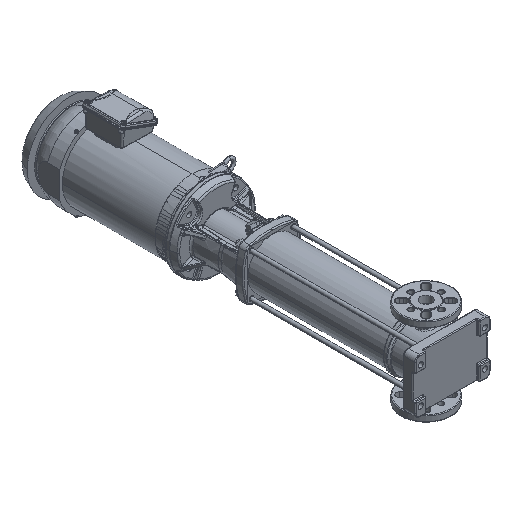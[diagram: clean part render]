
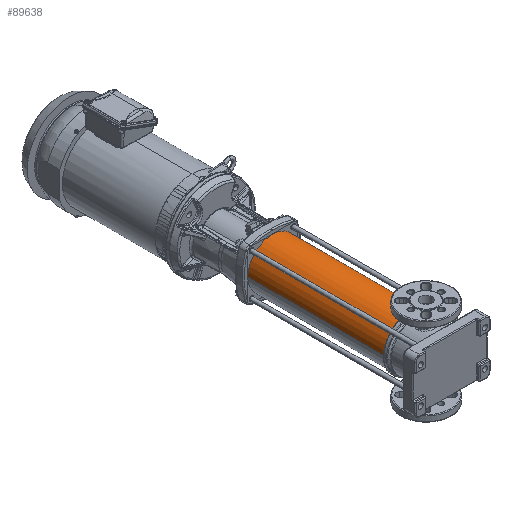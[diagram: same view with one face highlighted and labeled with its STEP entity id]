
A CAD part, isometric view. The second image highlights one B-rep face of the part: STEP entity #89638.
In plain terms, the highlighted cylindrical face has radius 68.75 mm (diameter 137.5 mm), a partial arc.
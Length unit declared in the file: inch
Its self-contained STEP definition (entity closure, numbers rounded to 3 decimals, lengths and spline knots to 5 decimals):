
#6773 = CARTESIAN_POINT ( 'NONE',  ( 0., 1.85827, 0. ) ) ;
#16449 = VERTEX_POINT ( 'NONE', #130619 ) ;
#20778 = DIRECTION ( 'NONE',  ( 0., 1., 0. ) ) ;
#23801 = DIRECTION ( 'NONE',  ( 0., 1., 0. ) ) ;
#26799 = VERTEX_POINT ( 'NONE', #104206 ) ;
#29451 = AXIS2_PLACEMENT_3D ( 'NONE', #110308, #151741, #127768 ) ;
#29968 = EDGE_CURVE ( 'NONE', #26799, #179180, #159816, .T. ) ;
#33680 = ORIENTED_EDGE ( 'NONE', *, *, #106461, .T. ) ;
#53205 = CARTESIAN_POINT ( 'NONE',  ( 0., 16.94882, -2.70669 ) ) ;
#56812 = CARTESIAN_POINT ( 'NONE',  ( 0., 16.94882, 0. ) ) ;
#59278 = ORIENTED_EDGE ( 'NONE', *, *, #147604, .T. ) ;
#61686 = CIRCLE ( 'NONE', #85188, 2.70669 ) ;
#69776 = CYLINDRICAL_SURFACE ( 'NONE', #29451, 2.70669 ) ;
#70360 = VECTOR ( 'NONE', #20778, 39.37008 ) ;
#71450 = EDGE_LOOP ( 'NONE', ( #165280, #59278, #176538, #33680 ) ) ;
#78549 = EDGE_CURVE ( 'NONE', #16449, #145374, #121365, .T. ) ;
#85188 = AXIS2_PLACEMENT_3D ( 'NONE', #56812, #153494, #168187 ) ;
#89638 = ADVANCED_FACE ( 'NONE', ( #153567 ), #69776, .T. ) ;
#89826 = CARTESIAN_POINT ( 'NONE',  ( 0., 1.54331, -2.70669 ) ) ;
#104206 = CARTESIAN_POINT ( 'NONE',  ( 0., 1.85827, -2.70669 ) ) ;
#106461 = EDGE_CURVE ( 'NONE', #145374, #179180, #61686, .T. ) ;
#110308 = CARTESIAN_POINT ( 'NONE',  ( 0., 1.54331, 0. ) ) ;
#116940 = CARTESIAN_POINT ( 'NONE',  ( 0., 16.94882, 2.70669 ) ) ;
#121365 = LINE ( 'NONE', #149906, #133755 ) ;
#127768 = DIRECTION ( 'NONE',  ( 0., 0., 1. ) ) ;
#130619 = CARTESIAN_POINT ( 'NONE',  ( 0., 1.85827, 2.70669 ) ) ;
#133755 = VECTOR ( 'NONE', #23801, 39.37008 ) ;
#137952 = CIRCLE ( 'NONE', #143815, 2.70669 ) ;
#143815 = AXIS2_PLACEMENT_3D ( 'NONE', #6773, #175205, #148495 ) ;
#145374 = VERTEX_POINT ( 'NONE', #116940 ) ;
#147604 = EDGE_CURVE ( 'NONE', #26799, #16449, #137952, .T. ) ;
#148495 = DIRECTION ( 'NONE',  ( 0., 0., 1. ) ) ;
#149906 = CARTESIAN_POINT ( 'NONE',  ( 0., 1.54331, 2.70669 ) ) ;
#151741 = DIRECTION ( 'NONE',  ( 0., 1., 0. ) ) ;
#153494 = DIRECTION ( 'NONE',  ( 0., -1., 0. ) ) ;
#153567 = FACE_OUTER_BOUND ( 'NONE', #71450, .T. ) ;
#159816 = LINE ( 'NONE', #89826, #70360 ) ;
#165280 = ORIENTED_EDGE ( 'NONE', *, *, #29968, .F. ) ;
#168187 = DIRECTION ( 'NONE',  ( 0., 0., -1. ) ) ;
#175205 = DIRECTION ( 'NONE',  ( 0., 1., 0. ) ) ;
#176538 = ORIENTED_EDGE ( 'NONE', *, *, #78549, .T. ) ;
#179180 = VERTEX_POINT ( 'NONE', #53205 ) ;
